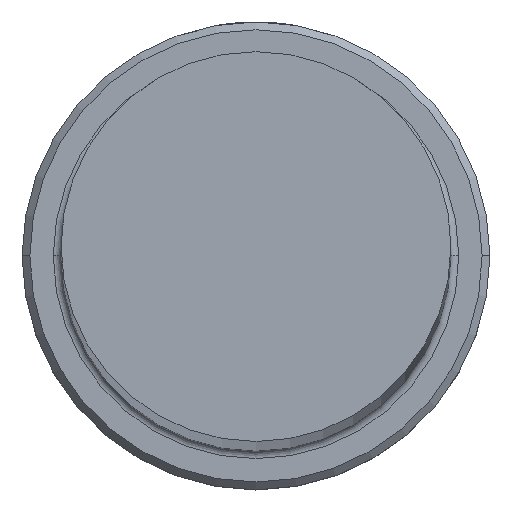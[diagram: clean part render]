
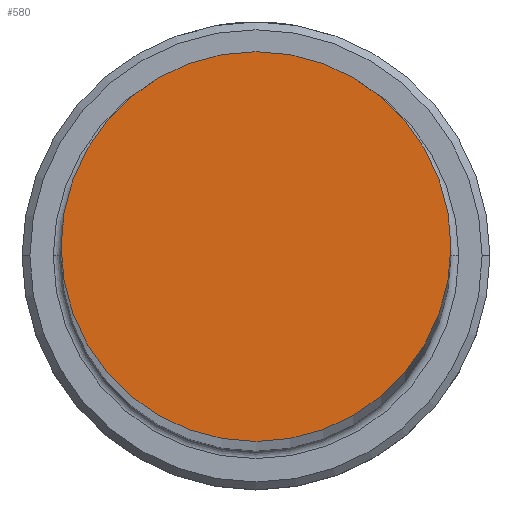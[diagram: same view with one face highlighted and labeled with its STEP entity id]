
A CAD part, top view. The second image highlights one B-rep face of the part: STEP entity #580.
In plain terms, the highlighted planar face has unit normal (0, 0, 1).
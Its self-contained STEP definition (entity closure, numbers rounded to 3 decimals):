
#14 = DIRECTION ( 'NONE',  ( 1., 0., 0. ) ) ;
#45 = EDGE_LOOP ( 'NONE', ( #396, #352 ) ) ;
#76 = VERTEX_POINT ( 'NONE', #449 ) ;
#230 = AXIS2_PLACEMENT_3D ( 'NONE', #967, #438, #1061 ) ;
#329 = CIRCLE ( 'NONE', #1162, 12.5 ) ;
#352 = ORIENTED_EDGE ( 'NONE', *, *, #562, .T. ) ;
#396 = ORIENTED_EDGE ( 'NONE', *, *, #915, .T. ) ;
#430 = CARTESIAN_POINT ( 'NONE',  ( 0., 0., 350. ) ) ;
#438 = DIRECTION ( 'NONE',  ( 0., 0., 1. ) ) ;
#449 = CARTESIAN_POINT ( 'NONE',  ( -12.5, 0., 350. ) ) ;
#562 = EDGE_CURVE ( 'NONE', #1005, #76, #990, .T. ) ;
#580 = ADVANCED_FACE ( 'NONE', ( #953 ), #795, .T. ) ;
#588 = DIRECTION ( 'NONE',  ( 1., 0., 0. ) ) ;
#598 = DIRECTION ( 'NONE',  ( 0., 0., 1. ) ) ;
#621 = AXIS2_PLACEMENT_3D ( 'NONE', #430, #891, #588 ) ;
#795 = PLANE ( 'NONE',  #621 ) ;
#891 = DIRECTION ( 'NONE',  ( 0., 0., 1. ) ) ;
#915 = EDGE_CURVE ( 'NONE', #76, #1005, #329, .T. ) ;
#953 = FACE_OUTER_BOUND ( 'NONE', #45, .T. ) ;
#967 = CARTESIAN_POINT ( 'NONE',  ( 0., 0., 350. ) ) ;
#990 = CIRCLE ( 'NONE', #230, 12.5 ) ;
#1005 = VERTEX_POINT ( 'NONE', #1057 ) ;
#1057 = CARTESIAN_POINT ( 'NONE',  ( 12.5, 0., 350. ) ) ;
#1061 = DIRECTION ( 'NONE',  ( 1., 0., 0. ) ) ;
#1123 = CARTESIAN_POINT ( 'NONE',  ( 0., 0., 350. ) ) ;
#1162 = AXIS2_PLACEMENT_3D ( 'NONE', #1123, #598, #14 ) ;
